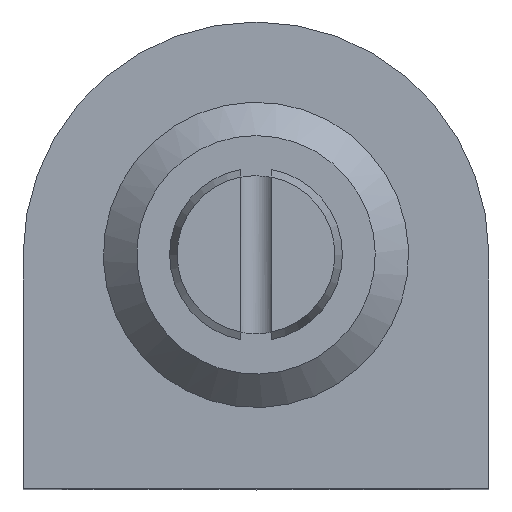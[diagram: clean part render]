
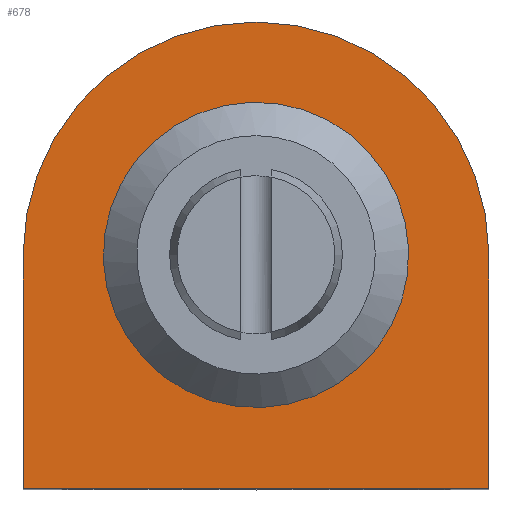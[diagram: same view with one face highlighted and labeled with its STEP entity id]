
A CAD part, top view. The second image highlights one B-rep face of the part: STEP entity #678.
In plain terms, the highlighted planar face has unit normal (0, 0, 1).
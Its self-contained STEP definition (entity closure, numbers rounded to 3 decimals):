
#469=CARTESIAN_POINT('',(-6.2,-6.225,0.0));
#470=VERTEX_POINT('',#469);
#479=CARTESIAN_POINT('',(-6.2,0.,0.0));
#480=VERTEX_POINT('',#479);
#481=CARTESIAN_POINT('',(-6.2,-6.225,0.0));
#482=DIRECTION('',(0.0,1.0,0.0));
#483=VECTOR('',#482,6.225);
#484=LINE('',#481,#483);
#485=EDGE_CURVE('',#470,#480,#484,.T.);
#598=CARTESIAN_POINT('',(6.2,0.,0.0));
#599=VERTEX_POINT('',#598);
#606=CARTESIAN_POINT('',(6.2,-6.225,0.0));
#607=VERTEX_POINT('',#606);
#608=CARTESIAN_POINT('',(6.2,0.,0.0));
#609=DIRECTION('',(0.0,-1.0,0.0));
#610=VECTOR('',#609,6.225);
#611=LINE('',#608,#610);
#612=EDGE_CURVE('',#599,#607,#611,.T.);
#641=CARTESIAN_POINT('',(-3.433,-2.175,0.));
#642=VERTEX_POINT('',#641);
#643=CARTESIAN_POINT('',(0.0,0.0,0.0));
#644=DIRECTION('',(0.0,0.0,1.0));
#645=DIRECTION('',(0.0,-1.0,0.0));
#646=AXIS2_PLACEMENT_3D('',#643,#644,#645);
#647=CIRCLE('',#646,4.064);
#648=EDGE_CURVE('',#642,#642,#647,.T.);
#653=CARTESIAN_POINT('',(0.,-1.052,0.0));
#654=DIRECTION('',(0.0,0.0,1.0));
#655=DIRECTION('',(1.0,0.0,0.0));
#656=AXIS2_PLACEMENT_3D('',#653,#654,#655);
#657=PLANE('',#656);
#658=ORIENTED_EDGE('',*,*,#485,.F.);
#659=CARTESIAN_POINT('',(6.2,-6.225,0.0));
#660=DIRECTION('',(-1.0,0.0,0.0));
#661=VECTOR('',#660,12.4);
#662=LINE('',#659,#661);
#663=EDGE_CURVE('',#607,#470,#662,.T.);
#664=ORIENTED_EDGE('',*,*,#663,.F.);
#665=ORIENTED_EDGE('',*,*,#612,.F.);
#666=CARTESIAN_POINT('',(0.0,0.0,0.0));
#667=DIRECTION('',(0.0,0.0,-1.0));
#668=DIRECTION('',(-1.0,0.0,0.0));
#669=AXIS2_PLACEMENT_3D('',#666,#667,#668);
#670=CIRCLE('',#669,6.2);
#671=EDGE_CURVE('',#480,#599,#670,.T.);
#672=ORIENTED_EDGE('',*,*,#671,.F.);
#673=EDGE_LOOP('',(#658,#664,#665,#672));
#674=FACE_OUTER_BOUND('',#673,.T.);
#675=ORIENTED_EDGE('',*,*,#648,.F.);
#676=EDGE_LOOP('',(#675));
#677=FACE_BOUND('',#676,.T.);
#678=ADVANCED_FACE('',(#674,#677),#657,.T.);
